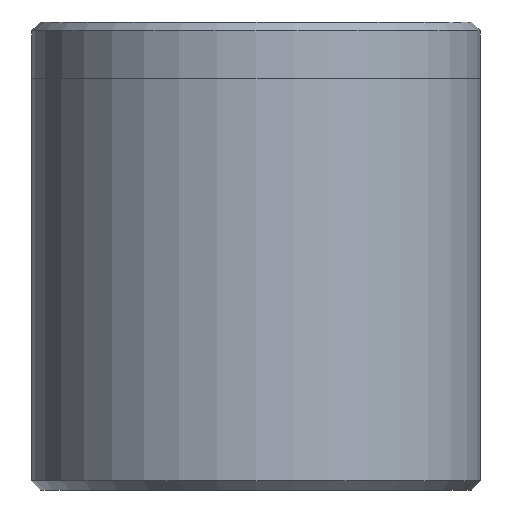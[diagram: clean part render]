
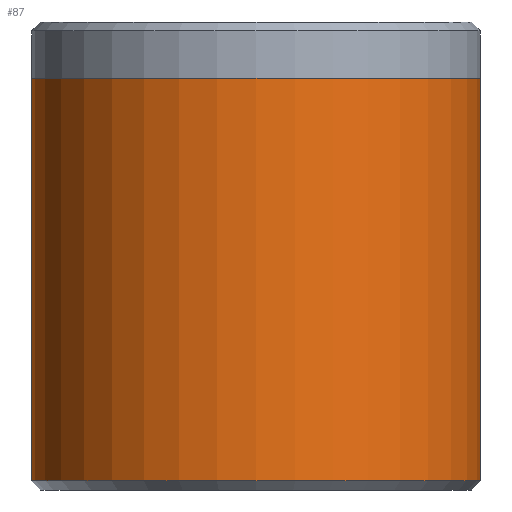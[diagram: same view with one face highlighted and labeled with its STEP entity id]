
A CAD part, front view. The second image highlights one B-rep face of the part: STEP entity #87.
In plain terms, the highlighted cylindrical face has radius 12 mm (diameter 24 mm), a partial arc.
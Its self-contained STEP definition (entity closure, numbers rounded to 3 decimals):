
#9 = CARTESIAN_POINT ( 'NONE',  ( 0., 0., 25. ) ) ;
#23 = DIRECTION ( 'NONE',  ( 0., 0., -1. ) ) ;
#77 = CARTESIAN_POINT ( 'NONE',  ( -12., 0., 0.5 ) ) ;
#87 = ADVANCED_FACE ( 'NONE', ( #1406 ), #1297, .T. ) ;
#102 = CARTESIAN_POINT ( 'NONE',  ( 12., 0., 0.5 ) ) ;
#145 = DIRECTION ( 'NONE',  ( 0., 0., -1. ) ) ;
#195 = CIRCLE ( 'NONE', #1133, 12. ) ;
#220 = ORIENTED_EDGE ( 'NONE', *, *, #1726, .F. ) ;
#242 = ORIENTED_EDGE ( 'NONE', *, *, #2168, .T. ) ;
#246 = CARTESIAN_POINT ( 'NONE',  ( -12., 0., 25. ) ) ;
#373 = DIRECTION ( 'NONE',  ( 0., 0., 1. ) ) ;
#384 = VERTEX_POINT ( 'NONE', #943 ) ;
#422 = DIRECTION ( 'NONE',  ( 0., 0., -1. ) ) ;
#432 = LINE ( 'NONE', #988, #2158 ) ;
#447 = CARTESIAN_POINT ( 'NONE',  ( 0., 0., 22. ) ) ;
#613 = DIRECTION ( 'NONE',  ( 1., 0., 0. ) ) ;
#666 = VERTEX_POINT ( 'NONE', #77 ) ;
#679 = EDGE_CURVE ( 'NONE', #1438, #666, #2053, .T. ) ;
#943 = CARTESIAN_POINT ( 'NONE',  ( 12., 0., 22. ) ) ;
#988 = CARTESIAN_POINT ( 'NONE',  ( 12., 0., 25. ) ) ;
#1133 = AXIS2_PLACEMENT_3D ( 'NONE', #1383, #373, #1546 ) ;
#1138 = EDGE_LOOP ( 'NONE', ( #1163, #220, #1214, #242 ) ) ;
#1163 = ORIENTED_EDGE ( 'NONE', *, *, #1253, .F. ) ;
#1173 = VECTOR ( 'NONE', #422, 1000. ) ;
#1214 = ORIENTED_EDGE ( 'NONE', *, *, #679, .T. ) ;
#1253 = EDGE_CURVE ( 'NONE', #384, #1661, #432, .T. ) ;
#1297 = CYLINDRICAL_SURFACE ( 'NONE', #1462, 12. ) ;
#1383 = CARTESIAN_POINT ( 'NONE',  ( 0., 0., 0.5 ) ) ;
#1406 = FACE_OUTER_BOUND ( 'NONE', #1138, .T. ) ;
#1438 = VERTEX_POINT ( 'NONE', #1720 ) ;
#1441 = AXIS2_PLACEMENT_3D ( 'NONE', #447, #1628, #613 ) ;
#1462 = AXIS2_PLACEMENT_3D ( 'NONE', #9, #23, #2047 ) ;
#1546 = DIRECTION ( 'NONE',  ( 1., 0., 0. ) ) ;
#1628 = DIRECTION ( 'NONE',  ( 0., 0., 1. ) ) ;
#1661 = VERTEX_POINT ( 'NONE', #102 ) ;
#1720 = CARTESIAN_POINT ( 'NONE',  ( -12., 0., 22. ) ) ;
#1726 = EDGE_CURVE ( 'NONE', #1438, #384, #2031, .T. ) ;
#2031 = CIRCLE ( 'NONE', #1441, 12. ) ;
#2047 = DIRECTION ( 'NONE',  ( -1., 0., 0. ) ) ;
#2053 = LINE ( 'NONE', #246, #1173 ) ;
#2158 = VECTOR ( 'NONE', #145, 1000. ) ;
#2168 = EDGE_CURVE ( 'NONE', #666, #1661, #195, .T. ) ;
